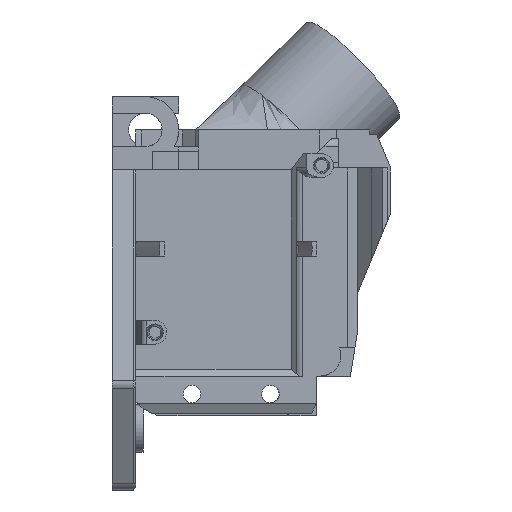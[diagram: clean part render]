
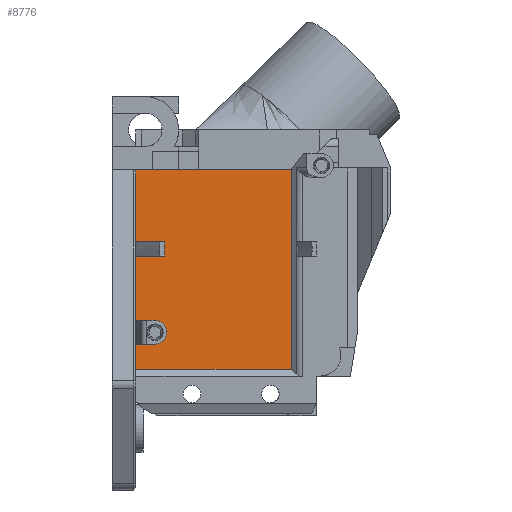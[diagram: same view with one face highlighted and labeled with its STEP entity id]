
A CAD part, left-side view. The second image highlights one B-rep face of the part: STEP entity #8776.
In plain terms, the highlighted planar face has unit normal (-1, 0, 0).
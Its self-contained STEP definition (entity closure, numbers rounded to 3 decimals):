
#151=FACE_BOUND('',#1349,.T.);
#407=PLANE('',#9512);
#856=FACE_OUTER_BOUND('',#1348,.T.);
#1348=EDGE_LOOP('',(#7863,#7864,#7865,#7866,#7867,#7868,#7869,#7870,#7871,
#7872,#7873));
#1349=EDGE_LOOP('',(#7874,#7875,#7876,#7877));
#1645=CIRCLE('',#9398,2.5);
#1646=CIRCLE('',#9403,15.5);
#1647=CIRCLE('',#9407,21.5);
#1648=CIRCLE('',#9408,21.5);
#1847=LINE('',#12274,#2721);
#1849=LINE('',#12278,#2723);
#2415=LINE('',#16801,#3289);
#2419=LINE('',#16810,#3293);
#2421=LINE('',#16813,#3295);
#2422=LINE('',#16817,#3296);
#2425=LINE('',#16828,#3299);
#2426=LINE('',#16834,#3300);
#2564=LINE('',#17176,#3438);
#2565=LINE('',#17179,#3439);
#2566=LINE('',#17180,#3440);
#2721=VECTOR('',#9694,10.);
#2723=VECTOR('',#9696,10.);
#3289=VECTOR('',#11296,10.);
#3293=VECTOR('',#11306,10.);
#3295=VECTOR('',#11310,10.);
#3296=VECTOR('',#11313,10.);
#3299=VECTOR('',#11322,10.);
#3300=VECTOR('',#11325,10.);
#3438=VECTOR('',#11675,10.);
#3439=VECTOR('',#11678,10.);
#3440=VECTOR('',#11679,10.);
#3613=VERTEX_POINT('',#12271);
#3614=VERTEX_POINT('',#12273);
#3615=VERTEX_POINT('',#12275);
#3616=VERTEX_POINT('',#12277);
#4208=VERTEX_POINT('',#16799);
#4209=VERTEX_POINT('',#16800);
#4210=VERTEX_POINT('',#16805);
#4211=VERTEX_POINT('',#16809);
#4212=VERTEX_POINT('',#16815);
#4213=VERTEX_POINT('',#16816);
#4214=VERTEX_POINT('',#16823);
#4215=VERTEX_POINT('',#16827);
#4216=VERTEX_POINT('',#16833);
#4308=VERTEX_POINT('',#17174);
#4309=VERTEX_POINT('',#17178);
#4458=EDGE_CURVE('',#3613,#3614,#1847,.T.);
#4460=EDGE_CURVE('',#3615,#3616,#1849,.T.);
#5357=EDGE_CURVE('',#4208,#4209,#2415,.T.);
#5360=EDGE_CURVE('',#4210,#4209,#1645,.T.);
#5362=EDGE_CURVE('',#4211,#4210,#2419,.T.);
#5364=EDGE_CURVE('',#4208,#4211,#2421,.T.);
#5365=EDGE_CURVE('',#4212,#4213,#2422,.T.);
#5368=EDGE_CURVE('',#4214,#4212,#1646,.T.);
#5370=EDGE_CURVE('',#4215,#4214,#2425,.T.);
#5372=EDGE_CURVE('',#4216,#3613,#2426,.T.);
#5374=EDGE_CURVE('',#3615,#4215,#1647,.T.);
#5375=EDGE_CURVE('',#4213,#3614,#1648,.T.);
#5544=EDGE_CURVE('',#4216,#4308,#2564,.T.);
#5545=EDGE_CURVE('',#4309,#4308,#2565,.T.);
#5546=EDGE_CURVE('',#4309,#3616,#2566,.T.);
#7863=ORIENTED_EDGE('',*,*,#5375,.T.);
#7864=ORIENTED_EDGE('',*,*,#4458,.F.);
#7865=ORIENTED_EDGE('',*,*,#5372,.F.);
#7866=ORIENTED_EDGE('',*,*,#5544,.T.);
#7867=ORIENTED_EDGE('',*,*,#5545,.F.);
#7868=ORIENTED_EDGE('',*,*,#5546,.T.);
#7869=ORIENTED_EDGE('',*,*,#4460,.F.);
#7870=ORIENTED_EDGE('',*,*,#5374,.T.);
#7871=ORIENTED_EDGE('',*,*,#5370,.T.);
#7872=ORIENTED_EDGE('',*,*,#5368,.T.);
#7873=ORIENTED_EDGE('',*,*,#5365,.T.);
#7874=ORIENTED_EDGE('',*,*,#5364,.T.);
#7875=ORIENTED_EDGE('',*,*,#5362,.T.);
#7876=ORIENTED_EDGE('',*,*,#5360,.T.);
#7877=ORIENTED_EDGE('',*,*,#5357,.F.);
#8776=ADVANCED_FACE('',(#856,#151),#407,.T.);
#9398=AXIS2_PLACEMENT_3D('',#16806,#11301,#11302);
#9403=AXIS2_PLACEMENT_3D('',#16824,#11317,#11318);
#9407=AXIS2_PLACEMENT_3D('',#16837,#11329,#11330);
#9408=AXIS2_PLACEMENT_3D('',#16838,#11331,#11332);
#9512=AXIS2_PLACEMENT_3D('',#17177,#11676,#11677);
#9694=DIRECTION('',(0.,0.,1.));
#9696=DIRECTION('',(0.,0.,1.));
#11296=DIRECTION('',(0.,-1.,0.));
#11301=DIRECTION('center_axis',(1.,0.,0.));
#11302=DIRECTION('ref_axis',(0.,-1.,0.));
#11306=DIRECTION('',(0.,-1.,0.));
#11310=DIRECTION('',(0.,0.,1.));
#11313=DIRECTION('',(0.,1.,0.));
#11317=DIRECTION('center_axis',(-1.,0.,0.));
#11318=DIRECTION('ref_axis',(0.,-1.,0.));
#11322=DIRECTION('',(0.,-1.,0.));
#11325=DIRECTION('',(0.,1.,0.));
#11329=DIRECTION('center_axis',(1.,0.,0.));
#11330=DIRECTION('ref_axis',(0.,1.,0.));
#11331=DIRECTION('center_axis',(1.,0.,0.));
#11332=DIRECTION('ref_axis',(0.,1.,0.));
#11675=DIRECTION('',(0.,0.,1.));
#11676=DIRECTION('center_axis',(-1.,0.,0.));
#11677=DIRECTION('ref_axis',(0.,-1.,0.));
#11678=DIRECTION('',(0.,-1.,0.));
#11679=DIRECTION('',(0.,-0.205,-0.979));
#12271=CARTESIAN_POINT('',(-39.941,20.,12.93));
#12273=CARTESIAN_POINT('',(-39.941,20.,38.218));
#12274=CARTESIAN_POINT('',(-39.941,20.,42.02));
#12275=CARTESIAN_POINT('',(-39.941,20.,38.22));
#12277=CARTESIAN_POINT('',(-39.941,20.,53.938));
#12278=CARTESIAN_POINT('',(-39.941,20.,42.02));
#16799=CARTESIAN_POINT('',(-39.941,19.9,18.219));
#16800=CARTESIAN_POINT('',(-39.941,16.,18.219));
#16801=CARTESIAN_POINT('',(-39.941,3.5,18.219));
#16805=CARTESIAN_POINT('',(-39.941,15.751,23.207));
#16806=CARTESIAN_POINT('Origin',(-39.941,16.,20.719));
#16809=CARTESIAN_POINT('',(-39.941,19.9,23.207));
#16810=CARTESIAN_POINT('',(-39.941,-1.968,23.207));
#16813=CARTESIAN_POINT('',(-39.941,19.9,38.672));
#16815=CARTESIAN_POINT('',(-39.941,13.927,36.719));
#16816=CARTESIAN_POINT('',(-39.941,19.948,36.719));
#16817=CARTESIAN_POINT('',(-39.941,1.214,36.719));
#16823=CARTESIAN_POINT('',(-39.941,13.927,39.719));
#16824=CARTESIAN_POINT('Origin',(-39.941,-1.5,38.219));
#16827=CARTESIAN_POINT('',(-39.941,19.948,39.719));
#16828=CARTESIAN_POINT('',(-39.941,1.716,39.719));
#16833=CARTESIAN_POINT('',(-39.941,-12.603,12.93));
#16834=CARTESIAN_POINT('',(-39.941,-11.216,12.93));
#16837=CARTESIAN_POINT('Origin',(-39.941,-1.5,38.219));
#16838=CARTESIAN_POINT('Origin',(-39.941,-1.5,38.219));
#17174=CARTESIAN_POINT('',(-39.941,-12.603,54.819));
#17176=CARTESIAN_POINT('',(-39.941,-12.603,29.088));
#17177=CARTESIAN_POINT('Origin',(-39.941,-11.5,34.625));
#17178=CARTESIAN_POINT('',(-39.941,20.185,54.819));
#17179=CARTESIAN_POINT('',(-39.941,4.25,54.819));
#17180=CARTESIAN_POINT('',(-39.941,16.503,37.278));
